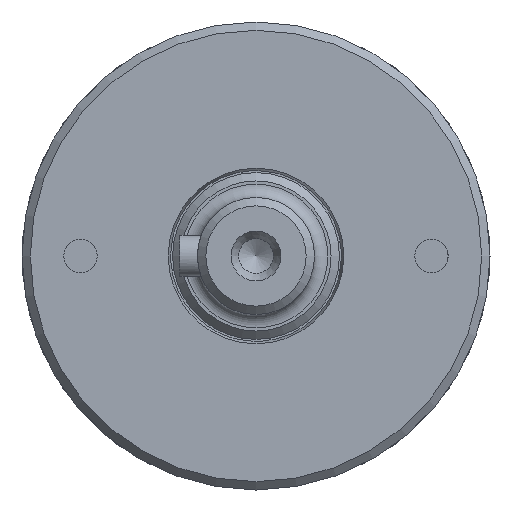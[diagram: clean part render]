
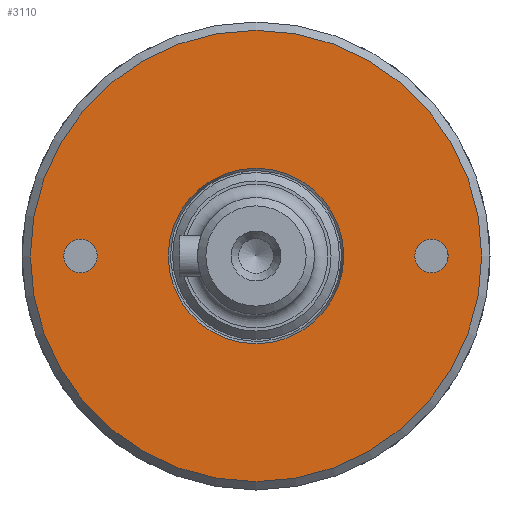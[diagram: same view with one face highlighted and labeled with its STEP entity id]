
A CAD part, left-side view. The second image highlights one B-rep face of the part: STEP entity #3110.
In plain terms, the highlighted planar face has unit normal (-1, 0, 0).
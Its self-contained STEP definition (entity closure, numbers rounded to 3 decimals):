
#782=FACE_BOUND('',#1113,.T.);
#783=FACE_BOUND('',#1114,.T.);
#784=FACE_BOUND('',#1115,.T.);
#925=FACE_OUTER_BOUND('',#1112,.T.);
#1112=EDGE_LOOP('',(#2700,#2701));
#1113=EDGE_LOOP('',(#2702,#2703));
#1114=EDGE_LOOP('',(#2704,#2705));
#1115=EDGE_LOOP('',(#2706,#2707));
#1243=CIRCLE('',#3377,27.);
#1244=CIRCLE('',#3378,27.);
#1245=CIRCLE('',#3380,2.);
#1246=CIRCLE('',#3381,2.);
#1247=CIRCLE('',#3382,2.);
#1248=CIRCLE('',#3383,2.);
#1249=CIRCLE('',#3384,10.5);
#1250=CIRCLE('',#3385,10.5);
#1542=VERTEX_POINT('',#5227);
#1543=VERTEX_POINT('',#5229);
#1544=VERTEX_POINT('',#5233);
#1545=VERTEX_POINT('',#5234);
#1546=VERTEX_POINT('',#5237);
#1547=VERTEX_POINT('',#5238);
#1548=VERTEX_POINT('',#5241);
#1549=VERTEX_POINT('',#5242);
#1940=EDGE_CURVE('',#1542,#1543,#1243,.T.);
#1941=EDGE_CURVE('',#1543,#1542,#1244,.T.);
#1942=EDGE_CURVE('',#1544,#1545,#1245,.T.);
#1943=EDGE_CURVE('',#1545,#1544,#1246,.T.);
#1944=EDGE_CURVE('',#1546,#1547,#1247,.T.);
#1945=EDGE_CURVE('',#1547,#1546,#1248,.T.);
#1946=EDGE_CURVE('',#1548,#1549,#1249,.T.);
#1947=EDGE_CURVE('',#1549,#1548,#1250,.T.);
#2700=ORIENTED_EDGE('',*,*,#1941,.F.);
#2701=ORIENTED_EDGE('',*,*,#1940,.F.);
#2702=ORIENTED_EDGE('',*,*,#1942,.T.);
#2703=ORIENTED_EDGE('',*,*,#1943,.T.);
#2704=ORIENTED_EDGE('',*,*,#1944,.T.);
#2705=ORIENTED_EDGE('',*,*,#1945,.T.);
#2706=ORIENTED_EDGE('',*,*,#1946,.T.);
#2707=ORIENTED_EDGE('',*,*,#1947,.T.);
#2969=PLANE('',#3379);
#3110=ADVANCED_FACE('',(#925,#782,#783,#784),#2969,.T.);
#3377=AXIS2_PLACEMENT_3D('',#5230,#4119,#4120);
#3378=AXIS2_PLACEMENT_3D('',#5231,#4121,#4122);
#3379=AXIS2_PLACEMENT_3D('',#5232,#4123,#4124);
#3380=AXIS2_PLACEMENT_3D('',#5235,#4125,#4126);
#3381=AXIS2_PLACEMENT_3D('',#5236,#4127,#4128);
#3382=AXIS2_PLACEMENT_3D('',#5239,#4129,#4130);
#3383=AXIS2_PLACEMENT_3D('',#5240,#4131,#4132);
#3384=AXIS2_PLACEMENT_3D('',#5243,#4133,#4134);
#3385=AXIS2_PLACEMENT_3D('',#5244,#4135,#4136);
#4119=DIRECTION('center_axis',(1.,0.,0.));
#4120=DIRECTION('ref_axis',(0.,-1.,0.));
#4121=DIRECTION('center_axis',(1.,0.,0.));
#4122=DIRECTION('ref_axis',(0.,-1.,0.));
#4123=DIRECTION('center_axis',(-1.,0.,0.));
#4124=DIRECTION('ref_axis',(0.,0.,-1.));
#4125=DIRECTION('center_axis',(1.,0.,0.));
#4126=DIRECTION('ref_axis',(0.,0.,-1.));
#4127=DIRECTION('center_axis',(1.,0.,0.));
#4128=DIRECTION('ref_axis',(0.,0.,-1.));
#4129=DIRECTION('center_axis',(1.,0.,0.));
#4130=DIRECTION('ref_axis',(0.,0.,-1.));
#4131=DIRECTION('center_axis',(1.,0.,0.));
#4132=DIRECTION('ref_axis',(0.,0.,-1.));
#4133=DIRECTION('center_axis',(1.,0.,0.));
#4134=DIRECTION('ref_axis',(0.,-1.,0.));
#4135=DIRECTION('center_axis',(1.,0.,0.));
#4136=DIRECTION('ref_axis',(0.,-1.,0.));
#5227=CARTESIAN_POINT('',(-139.4,27.,0.));
#5229=CARTESIAN_POINT('',(-139.4,-27.,0.));
#5230=CARTESIAN_POINT('Origin',(-139.4,0.,0.));
#5231=CARTESIAN_POINT('Origin',(-139.4,0.,0.));
#5232=CARTESIAN_POINT('Origin',(-139.4,-18.75,0.));
#5233=CARTESIAN_POINT('',(-139.4,-21.,-2.));
#5234=CARTESIAN_POINT('',(-139.4,-21.,2.));
#5235=CARTESIAN_POINT('Origin',(-139.4,-21.,0.));
#5236=CARTESIAN_POINT('Origin',(-139.4,-21.,0.));
#5237=CARTESIAN_POINT('',(-139.4,21.,-2.));
#5238=CARTESIAN_POINT('',(-139.4,21.,2.));
#5239=CARTESIAN_POINT('Origin',(-139.4,21.,0.));
#5240=CARTESIAN_POINT('Origin',(-139.4,21.,0.));
#5241=CARTESIAN_POINT('',(-139.4,-10.5,0.));
#5242=CARTESIAN_POINT('',(-139.4,10.5,0.));
#5243=CARTESIAN_POINT('Origin',(-139.4,0.,0.));
#5244=CARTESIAN_POINT('Origin',(-139.4,0.,0.));
